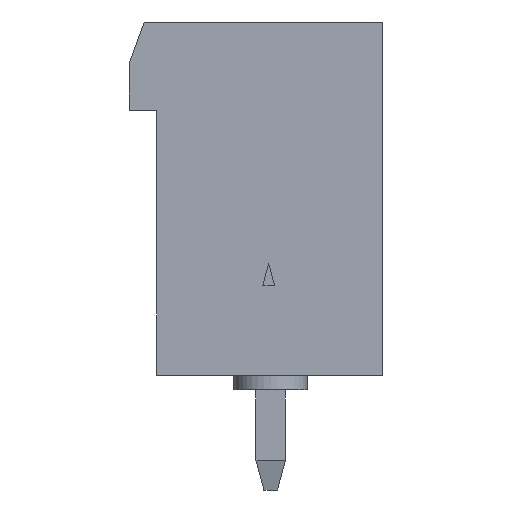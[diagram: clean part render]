
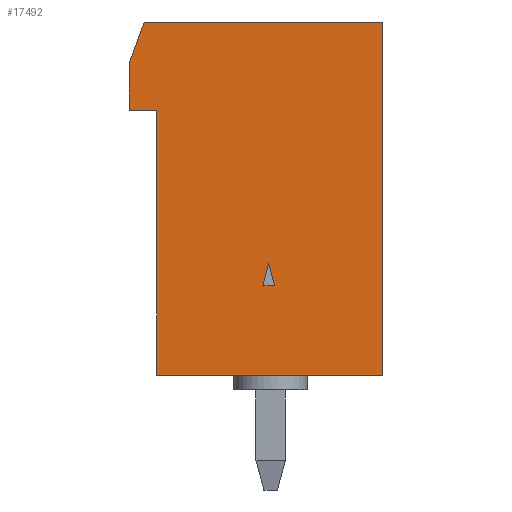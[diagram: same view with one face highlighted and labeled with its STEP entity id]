
A CAD part, left-side view. The second image highlights one B-rep face of the part: STEP entity #17492.
In plain terms, the highlighted planar face has unit normal (-1, 0, 0).
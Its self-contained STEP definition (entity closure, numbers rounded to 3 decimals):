
#17325=CARTESIAN_POINT('',(-55.88,0.271,3.05));
#17326=VERTEX_POINT('',#17325);
#17343=CARTESIAN_POINT('',(-55.88,0.07,3.8));
#17344=VERTEX_POINT('',#17343);
#17351=CARTESIAN_POINT('',(-55.88,0.07,3.8));
#17352=DIRECTION('',(0.0,0.259,-0.966));
#17353=VECTOR('',#17352,0.776);
#17354=LINE('',#17351,#17353);
#17355=EDGE_CURVE('',#17344,#17326,#17354,.T.);
#17367=CARTESIAN_POINT('',(-55.88,-0.131,3.05));
#17368=VERTEX_POINT('',#17367);
#17382=CARTESIAN_POINT('',(-55.88,0.271,3.05));
#17383=DIRECTION('',(0.0,-1.0,0.0));
#17384=VECTOR('',#17383,0.402);
#17385=LINE('',#17382,#17384);
#17386=EDGE_CURVE('',#17326,#17368,#17385,.T.);
#17404=CARTESIAN_POINT('',(-55.88,-0.131,3.05));
#17405=DIRECTION('',(0.0,0.259,0.966));
#17406=VECTOR('',#17405,0.776);
#17407=LINE('',#17404,#17406);
#17408=EDGE_CURVE('',#17368,#17344,#17407,.T.);
#17424=CARTESIAN_POINT('',(-55.88,-4.23,-0.6));
#17425=DIRECTION('',(-1.0,0.0,0.0));
#17426=DIRECTION('',(0.0,0.0,1.0));
#17427=AXIS2_PLACEMENT_3D('',#17424,#17425,#17426);
#17428=PLANE('',#17427);
#17429=CARTESIAN_POINT('',(-55.88,-3.8,12.));
#17430=VERTEX_POINT('',#17429);
#17431=CARTESIAN_POINT('',(-55.88,4.3,12.));
#17432=VERTEX_POINT('',#17431);
#17433=CARTESIAN_POINT('',(-55.88,-3.8,12.));
#17434=DIRECTION('',(0.0,1.0,0.0));
#17435=VECTOR('',#17434,8.1);
#17436=LINE('',#17433,#17435);
#17437=EDGE_CURVE('',#17430,#17432,#17436,.T.);
#17438=ORIENTED_EDGE('',*,*,#17437,.T.);
#17439=CARTESIAN_POINT('',(-55.88,4.8,10.626));
#17440=VERTEX_POINT('',#17439);
#17441=CARTESIAN_POINT('',(-55.88,4.8,10.626));
#17442=DIRECTION('',(0.0,-0.342,0.94));
#17443=VECTOR('',#17442,1.462);
#17444=LINE('',#17441,#17443);
#17445=EDGE_CURVE('',#17440,#17432,#17444,.T.);
#17446=ORIENTED_EDGE('',*,*,#17445,.F.);
#17447=CARTESIAN_POINT('',(-55.88,4.8,9.));
#17448=VERTEX_POINT('',#17447);
#17449=CARTESIAN_POINT('',(-55.88,4.8,9.));
#17450=DIRECTION('',(0.0,0.0,1.0));
#17451=VECTOR('',#17450,1.626);
#17452=LINE('',#17449,#17451);
#17453=EDGE_CURVE('',#17448,#17440,#17452,.T.);
#17454=ORIENTED_EDGE('',*,*,#17453,.F.);
#17455=CARTESIAN_POINT('',(-55.88,3.87,9.));
#17456=VERTEX_POINT('',#17455);
#17457=CARTESIAN_POINT('',(-55.88,3.87,9.));
#17458=DIRECTION('',(0.0,1.0,0.0));
#17459=VECTOR('',#17458,0.93);
#17460=LINE('',#17457,#17459);
#17461=EDGE_CURVE('',#17456,#17448,#17460,.T.);
#17462=ORIENTED_EDGE('',*,*,#17461,.F.);
#17463=CARTESIAN_POINT('',(-55.88,3.87,0.));
#17464=VERTEX_POINT('',#17463);
#17465=CARTESIAN_POINT('',(-55.88,3.87,9.));
#17466=DIRECTION('',(0.0,0.0,-1.0));
#17467=VECTOR('',#17466,9.0);
#17468=LINE('',#17465,#17467);
#17469=EDGE_CURVE('',#17456,#17464,#17468,.T.);
#17470=ORIENTED_EDGE('',*,*,#17469,.T.);
#17471=CARTESIAN_POINT('',(-55.88,-3.8,0.));
#17472=VERTEX_POINT('',#17471);
#17473=CARTESIAN_POINT('',(-55.88,3.87,0.));
#17474=DIRECTION('',(0.0,-1.0,0.0));
#17475=VECTOR('',#17474,7.67);
#17476=LINE('',#17473,#17475);
#17477=EDGE_CURVE('',#17464,#17472,#17476,.T.);
#17478=ORIENTED_EDGE('',*,*,#17477,.T.);
#17479=CARTESIAN_POINT('',(-55.88,-3.8,12.));
#17480=DIRECTION('',(0.0,0.0,-1.0));
#17481=VECTOR('',#17480,12.0);
#17482=LINE('',#17479,#17481);
#17483=EDGE_CURVE('',#17430,#17472,#17482,.T.);
#17484=ORIENTED_EDGE('',*,*,#17483,.F.);
#17485=EDGE_LOOP('',(#17438,#17446,#17454,#17462,#17470,#17478,#17484));
#17486=FACE_OUTER_BOUND('',#17485,.T.);
#17487=ORIENTED_EDGE('',*,*,#17355,.F.);
#17488=ORIENTED_EDGE('',*,*,#17408,.F.);
#17489=ORIENTED_EDGE('',*,*,#17386,.F.);
#17490=EDGE_LOOP('',(#17487,#17488,#17489));
#17491=FACE_BOUND('',#17490,.T.);
#17492=ADVANCED_FACE('',(#17486,#17491),#17428,.T.);
